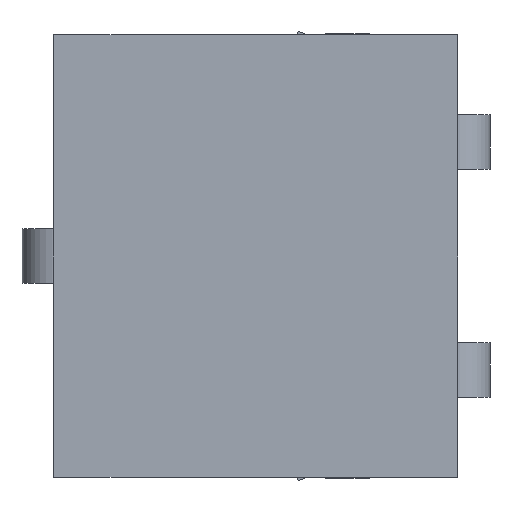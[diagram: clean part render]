
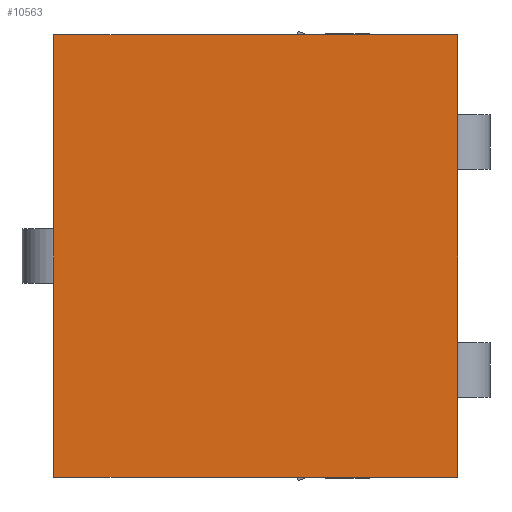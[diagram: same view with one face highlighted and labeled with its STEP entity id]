
A CAD part, front view. The second image highlights one B-rep face of the part: STEP entity #10563.
In plain terms, the highlighted planar face has unit normal (0, -1, 0).
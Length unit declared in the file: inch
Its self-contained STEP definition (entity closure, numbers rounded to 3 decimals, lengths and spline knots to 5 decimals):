
#2584=DIRECTION('',(1.,0.,0.));
#2585=VECTOR('',#2584,0.17701);
#2586=CARTESIAN_POINT('',(-0.07301,-0.1055,0.194));
#2587=LINE('',#2586,#2585);
#2588=DIRECTION('',(-1.,0.,0.));
#2589=VECTOR('',#2588,0.17701);
#2590=CARTESIAN_POINT('',(0.104,-0.1055,0.));
#2591=LINE('',#2590,#2589);
#2592=DIRECTION('',(0.,0.,1.));
#2593=VECTOR('',#2592,0.194);
#2594=CARTESIAN_POINT('',(-0.07301,-0.1055,0.));
#2595=LINE('',#2594,#2593);
#2644=DIRECTION('',(0.,0.,-1.));
#2645=VECTOR('',#2644,0.194);
#2646=CARTESIAN_POINT('',(0.104,-0.1055,0.194));
#2647=LINE('',#2646,#2645);
#5905=CARTESIAN_POINT('',(-0.07301,-0.1055,0.));
#5906=CARTESIAN_POINT('',(-0.07301,-0.1055,0.194));
#5907=VERTEX_POINT('',#5905);
#5908=VERTEX_POINT('',#5906);
#6017=CARTESIAN_POINT('',(0.104,-0.1055,0.194));
#6018=CARTESIAN_POINT('',(0.104,-0.1055,0.));
#6019=VERTEX_POINT('',#6017);
#6020=VERTEX_POINT('',#6018);
#10549=CARTESIAN_POINT('',(-0.03071,-0.1055,0.));
#10550=DIRECTION('',(0.,-1.,0.));
#10551=DIRECTION('',(1.,0.,0.));
#10552=AXIS2_PLACEMENT_3D('',#10549,#10550,#10551);
#10553=PLANE('',#10552);
#10555=ORIENTED_EDGE('',*,*,#10554,.T.);
#10557=ORIENTED_EDGE('',*,*,#10556,.T.);
#10558=ORIENTED_EDGE('',*,*,#10522,.T.);
#10560=ORIENTED_EDGE('',*,*,#10559,.T.);
#10561=EDGE_LOOP('',(#10555,#10557,#10558,#10560));
#10562=FACE_OUTER_BOUND('',#10561,.F.);
#10563=ADVANCED_FACE('',(#10562),#10553,.T.);
#10522=EDGE_CURVE('',#6020,#5907,#2591,.T.);
#10554=EDGE_CURVE('',#5908,#6019,#2587,.T.);
#10556=EDGE_CURVE('',#6019,#6020,#2647,.T.);
#10559=EDGE_CURVE('',#5907,#5908,#2595,.T.);
